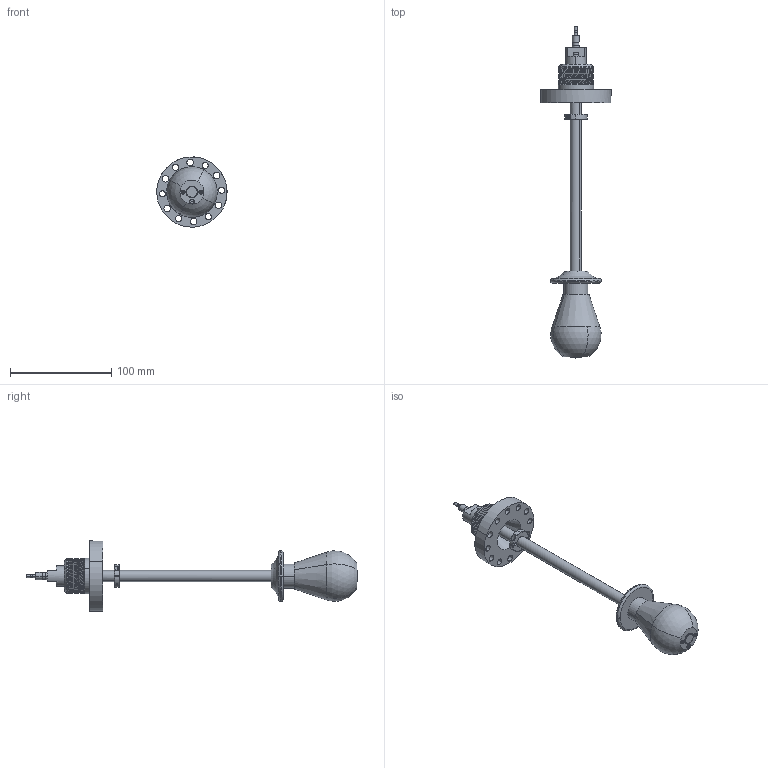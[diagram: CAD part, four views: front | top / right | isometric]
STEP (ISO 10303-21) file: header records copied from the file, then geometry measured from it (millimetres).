
FILE_DESCRIPTION(('CATIA V5 STEP Exchange'),'2;1');
FILE_NAME('WMG40-0150-0063.stp','2019-03-13T12:52:34+00:00',('none'),('none'),'CATIA Version 5 Release 20 SP 7 (IN-10)','CATIA V5 STEP AP214','none');
FILE_SCHEMA(('AUTOMOTIVE_DESIGN { 1 0 10303 214 1 1 1 1 }'));
Length unit declared in the file: millimetre
Products named in the file (1): WMG40-150-63_AllCATPart
Bounding box: 69.38 x 328.6 x 69.31 mm (x, y, z)
Volume: 149830.2 mm3; surface area: 94811.9 mm2
Topology: 5 solids, 22 shells, 882 faces, 2181 edges, 1363 vertices
Faces by surface type: plane 312, cylinder 255, cone 190, bspline 64, torus 53, sphere 8
Entity records: 33751 total; most frequent: CARTESIAN_POINT 11657, ORIENTED_EDGE 4310, DIRECTION 3180, EDGE_CURVE 2155, AXIS2_PLACEMENT_3D 1530, VERTEX_POINT 1363, EDGE_LOOP 990, VECTOR 969
